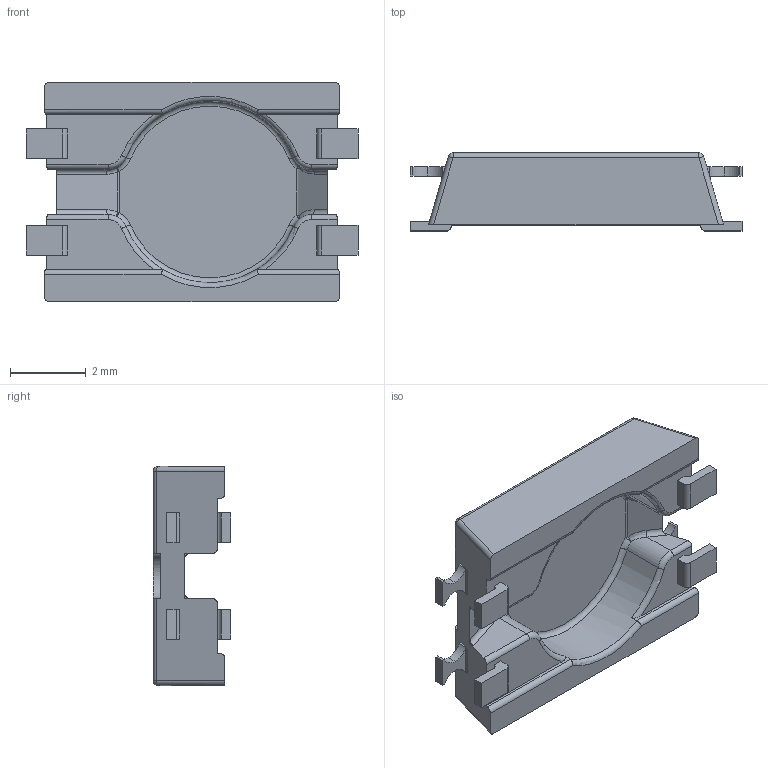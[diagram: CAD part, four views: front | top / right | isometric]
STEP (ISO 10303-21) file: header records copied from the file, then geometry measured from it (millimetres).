
FILE_DESCRIPTION (( 'STEP AP214' ), '1' );
FILE_NAME ('TOR_0989.STEP', '2019-02-01T15:23:39', ( '' ), ( '' ), 'SwSTEP 2.0', 'SolidWorks 2017', '' );
FILE_SCHEMA (( 'AUTOMOTIVE_DESIGN' ));
Length unit declared in the file: millimetre
Products named in the file (2): 250-0989_6B; TOR_0989
Assembly tree (1 placements, depth 2):
  TOR_0989
    250-0989_6B
Bounding box: 8.78 x 2.06 x 5.8 mm (x, y, z)
Volume: 45.3 mm3; surface area: 167.9 mm2
Topology: 1 solids, 1 shells, 177 faces, 451 edges, 276 vertices
Faces by surface type: plane 99, cylinder 50, torus 16, sphere 8, bspline 4
Entity records: 6430 total; most frequent: CARTESIAN_POINT 1154, ORIENTED_EDGE 886, DIRECTION 879, EDGE_CURVE 443, AXIS2_PLACEMENT_3D 297, LINE 285, VECTOR 285, VERTEX_POINT 276
